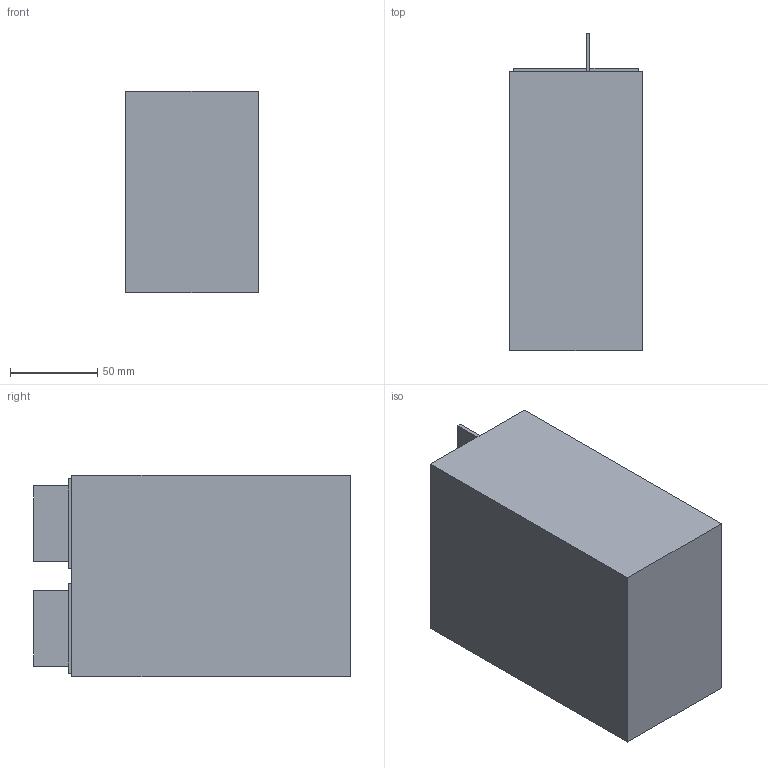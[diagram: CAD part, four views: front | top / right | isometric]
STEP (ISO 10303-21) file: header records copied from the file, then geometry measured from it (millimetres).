
FILE_DESCRIPTION(/* description */ (''),/* implementation_level */ '2;1');
FILE_NAME(/* name */ 'Grundakkus_mit zwischensteg_grob_innen_v4.step',/* time_stamp */ '2025-03-29T15:11:09+01:00',/* author */ (''),/* organization */ (''),/* preprocessor_version */ 'ST-DEVELOPER v20.1',/* originating_system */ 'Autodesk Translation Framework v14.4.0.0',/* authorisation */ '');
FILE_SCHEMA (('AUTOMOTIVE_DESIGN { 1 0 10303 214 3 1 1 }'));
Length unit declared in the file: millimetre
Products named in the file (2): Grundakkus_mit zwischensteg_grob_innen; Component2
Assembly tree (1 placements, depth 2):
  Grundakkus_mit zwischensteg_grob_innen
    Component2
Bounding box: 76 x 182 x 115.5 mm (x, y, z)
Surface area: 395568 mm2
Topology: 8 solids, 8 shells, 74 faces, 168 edges, 112 vertices
Faces by surface type: plane 74
Entity records: 2094 total; most frequent: CARTESIAN_POINT 357, ORIENTED_EDGE 336, DIRECTION 322, LINE 168, VECTOR 168, EDGE_CURVE 168, VERTEX_POINT 112, AXIS2_PLACEMENT_3D 77
